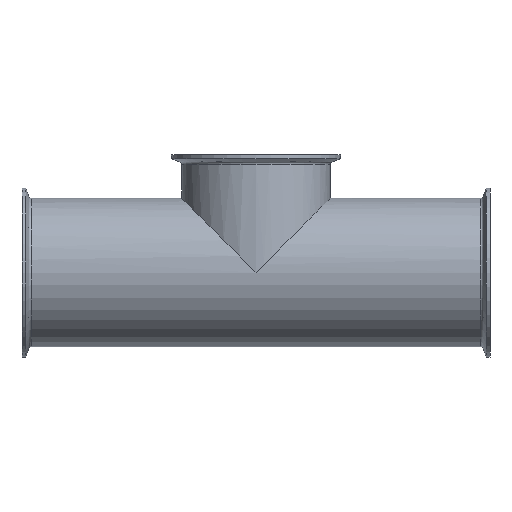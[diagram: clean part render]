
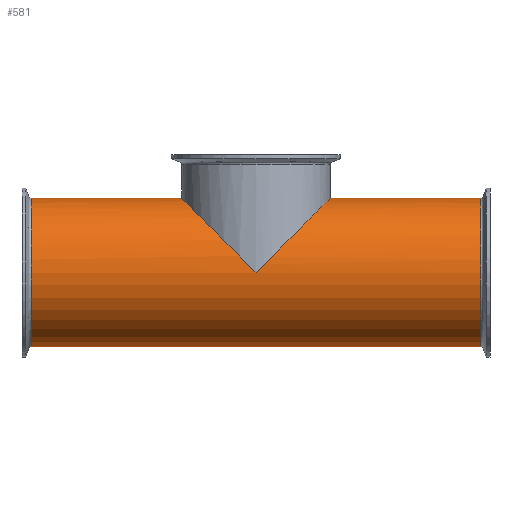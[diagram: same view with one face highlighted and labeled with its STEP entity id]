
A CAD part, front view. The second image highlights one B-rep face of the part: STEP entity #581.
In plain terms, the highlighted cylindrical face has radius 57.15 mm (diameter 114.3 mm), a full revolution.
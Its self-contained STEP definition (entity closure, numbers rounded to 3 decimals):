
#15=ELLIPSE('',#661,80.822,57.15);
#16=ELLIPSE('',#662,80.822,57.15);
#17=ELLIPSE('',#663,80.822,57.15);
#21=CYLINDRICAL_SURFACE('',#658,57.15);
#49=LINE('',#1024,#69);
#50=LINE('',#1025,#70);
#69=VECTOR('',#802,57.15);
#70=VECTOR('',#803,57.15);
#103=FACE_OUTER_BOUND('',#143,.T.);
#143=EDGE_LOOP('',(#420,#421,#422,#423,#424,#425,#426,#427,#428,#429,#430));
#195=CIRCLE('',#654,57.15);
#196=CIRCLE('',#655,57.15);
#198=CIRCLE('',#659,57.15);
#199=CIRCLE('',#660,57.15);
#254=VERTEX_POINT('',#1009);
#255=VERTEX_POINT('',#1011);
#257=VERTEX_POINT('',#1019);
#258=VERTEX_POINT('',#1020);
#259=VERTEX_POINT('',#1023);
#260=VERTEX_POINT('',#1026);
#261=VERTEX_POINT('',#1028);
#315=EDGE_CURVE('',#254,#255,#195,.T.);
#316=EDGE_CURVE('',#255,#254,#196,.T.);
#319=EDGE_CURVE('',#257,#258,#198,.T.);
#320=EDGE_CURVE('',#258,#257,#199,.T.);
#321=EDGE_CURVE('',#258,#259,#49,.T.);
#322=EDGE_CURVE('',#259,#255,#50,.T.);
#323=EDGE_CURVE('',#259,#260,#15,.T.);
#324=EDGE_CURVE('',#260,#261,#16,.T.);
#325=EDGE_CURVE('',#261,#259,#17,.T.);
#420=ORIENTED_EDGE('',*,*,#319,.F.);
#421=ORIENTED_EDGE('',*,*,#320,.F.);
#422=ORIENTED_EDGE('',*,*,#321,.T.);
#423=ORIENTED_EDGE('',*,*,#322,.T.);
#424=ORIENTED_EDGE('',*,*,#315,.F.);
#425=ORIENTED_EDGE('',*,*,#316,.F.);
#426=ORIENTED_EDGE('',*,*,#322,.F.);
#427=ORIENTED_EDGE('',*,*,#323,.T.);
#428=ORIENTED_EDGE('',*,*,#324,.T.);
#429=ORIENTED_EDGE('',*,*,#325,.T.);
#430=ORIENTED_EDGE('',*,*,#321,.F.);
#581=ADVANCED_FACE('',(#103),#21,.T.);
#654=AXIS2_PLACEMENT_3D('',#1012,#787,#788);
#655=AXIS2_PLACEMENT_3D('',#1013,#789,#790);
#658=AXIS2_PLACEMENT_3D('',#1018,#796,#797);
#659=AXIS2_PLACEMENT_3D('',#1021,#798,#799);
#660=AXIS2_PLACEMENT_3D('',#1022,#800,#801);
#661=AXIS2_PLACEMENT_3D('',#1027,#804,#805);
#662=AXIS2_PLACEMENT_3D('',#1029,#806,#807);
#663=AXIS2_PLACEMENT_3D('',#1030,#808,#809);
#787=DIRECTION('center_axis',(-1.,0.,0.));
#788=DIRECTION('ref_axis',(0.,0.,-1.));
#789=DIRECTION('center_axis',(-1.,0.,0.));
#790=DIRECTION('ref_axis',(0.,0.,-1.));
#796=DIRECTION('center_axis',(1.,0.,0.));
#797=DIRECTION('ref_axis',(0.,1.,0.));
#798=DIRECTION('center_axis',(1.,0.,0.));
#799=DIRECTION('ref_axis',(0.,0.,-1.));
#800=DIRECTION('center_axis',(1.,0.,0.));
#801=DIRECTION('ref_axis',(0.,0.,-1.));
#802=DIRECTION('',(-1.,0.,0.));
#803=DIRECTION('',(-1.,0.,0.));
#804=DIRECTION('center_axis',(-0.707,0.,-0.707));
#805=DIRECTION('ref_axis',(0.707,0.,-0.707));
#806=DIRECTION('center_axis',(-0.707,0.,-0.707));
#807=DIRECTION('ref_axis',(0.707,0.,-0.707));
#808=DIRECTION('center_axis',(0.707,0.,-0.707));
#809=DIRECTION('ref_axis',(0.707,0.,0.707));
#1009=CARTESIAN_POINT('',(-172.892,0.,57.15));
#1011=CARTESIAN_POINT('',(-172.892,-57.15,0.));
#1012=CARTESIAN_POINT('Origin',(-172.892,0.,0.));
#1013=CARTESIAN_POINT('Origin',(-172.892,0.,0.));
#1018=CARTESIAN_POINT('Origin',(0.,0.,0.));
#1019=CARTESIAN_POINT('',(172.892,0.,-57.15));
#1020=CARTESIAN_POINT('',(172.892,-57.15,0.));
#1021=CARTESIAN_POINT('Origin',(172.892,0.,0.));
#1022=CARTESIAN_POINT('Origin',(172.892,0.,0.));
#1023=CARTESIAN_POINT('',(0.,-57.15,0.));
#1024=CARTESIAN_POINT('',(0.,-57.15,0.));
#1025=CARTESIAN_POINT('',(0.,-57.15,0.));
#1026=CARTESIAN_POINT('',(-57.15,0.,57.15));
#1027=CARTESIAN_POINT('Origin',(0.,0.,0.));
#1028=CARTESIAN_POINT('',(0.,57.15,0.));
#1029=CARTESIAN_POINT('Origin',(0.,0.,0.));
#1030=CARTESIAN_POINT('Origin',(0.,0.,0.));
